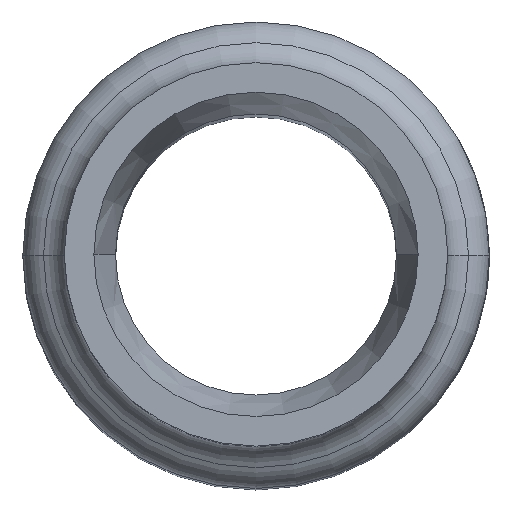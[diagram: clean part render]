
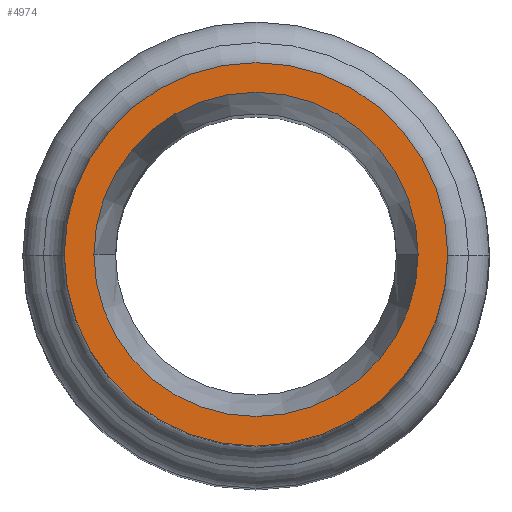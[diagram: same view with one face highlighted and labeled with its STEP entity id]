
A CAD part, top view. The second image highlights one B-rep face of the part: STEP entity #4974.
In plain terms, the highlighted planar face has unit normal (0, 0, 1).
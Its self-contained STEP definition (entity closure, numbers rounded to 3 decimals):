
#556 = EDGE_CURVE ( 'NONE', #22440, #19506, #24595, .T. ) ;
#768 = CARTESIAN_POINT ( 'NONE',  ( 14.25, 0., 0. ) ) ;
#846 = AXIS2_PLACEMENT_3D ( 'NONE', #10966, #13030, #10053 ) ;
#939 = DIRECTION ( 'NONE',  ( 0., 0., 1. ) ) ;
#2736 = DIRECTION ( 'NONE',  ( 1., 0., 0. ) ) ;
#3147 = DIRECTION ( 'NONE',  ( 1., 0., 0. ) ) ;
#3625 = EDGE_LOOP ( 'NONE', ( #26545, #18219 ) ) ;
#3746 = EDGE_LOOP ( 'NONE', ( #7441, #24065 ) ) ;
#4400 = CIRCLE ( 'NONE', #22470, 14.25 ) ;
#4974 = ADVANCED_FACE ( 'NONE', ( #11979, #20406 ), #6029, .F. ) ;
#5029 = CARTESIAN_POINT ( 'NONE',  ( 16.85, 0., 0. ) ) ;
#6029 = PLANE ( 'NONE',  #17419 ) ;
#7441 = ORIENTED_EDGE ( 'NONE', *, *, #18489, .F. ) ;
#9619 = AXIS2_PLACEMENT_3D ( 'NONE', #14243, #13696, #13829 ) ;
#10053 = DIRECTION ( 'NONE',  ( 1., 0., 0. ) ) ;
#10966 = CARTESIAN_POINT ( 'NONE',  ( 0., 0., 0. ) ) ;
#11507 = EDGE_CURVE ( 'NONE', #26261, #19472, #11832, .T. ) ;
#11832 = CIRCLE ( 'NONE', #846, 14.25 ) ;
#11979 = FACE_BOUND ( 'NONE', #3746, .T. ) ;
#13030 = DIRECTION ( 'NONE',  ( 0., 0., 1. ) ) ;
#13696 = DIRECTION ( 'NONE',  ( 0., 0., 1. ) ) ;
#13829 = DIRECTION ( 'NONE',  ( 1., 0., 0. ) ) ;
#14035 = DIRECTION ( 'NONE',  ( 0., 0., -1. ) ) ;
#14208 = EDGE_CURVE ( 'NONE', #19506, #22440, #21623, .T. ) ;
#14243 = CARTESIAN_POINT ( 'NONE',  ( 0., 0., 0. ) ) ;
#15886 = AXIS2_PLACEMENT_3D ( 'NONE', #22024, #22291, #3147 ) ;
#17336 = CARTESIAN_POINT ( 'NONE',  ( 0., 0., 0. ) ) ;
#17419 = AXIS2_PLACEMENT_3D ( 'NONE', #26850, #14035, #26984 ) ;
#18219 = ORIENTED_EDGE ( 'NONE', *, *, #556, .T. ) ;
#18489 = EDGE_CURVE ( 'NONE', #19472, #26261, #4400, .T. ) ;
#19472 = VERTEX_POINT ( 'NONE', #768 ) ;
#19506 = VERTEX_POINT ( 'NONE', #5029 ) ;
#20264 = CARTESIAN_POINT ( 'NONE',  ( -16.85, 0., 0. ) ) ;
#20406 = FACE_OUTER_BOUND ( 'NONE', #3625, .T. ) ;
#20720 = CARTESIAN_POINT ( 'NONE',  ( -14.25, 0., 0. ) ) ;
#21623 = CIRCLE ( 'NONE', #15886, 16.85 ) ;
#22024 = CARTESIAN_POINT ( 'NONE',  ( 0., 0., 0. ) ) ;
#22291 = DIRECTION ( 'NONE',  ( 0., 0., 1. ) ) ;
#22440 = VERTEX_POINT ( 'NONE', #20264 ) ;
#22470 = AXIS2_PLACEMENT_3D ( 'NONE', #17336, #939, #2736 ) ;
#24065 = ORIENTED_EDGE ( 'NONE', *, *, #11507, .F. ) ;
#24595 = CIRCLE ( 'NONE', #9619, 16.85 ) ;
#26261 = VERTEX_POINT ( 'NONE', #20720 ) ;
#26545 = ORIENTED_EDGE ( 'NONE', *, *, #14208, .T. ) ;
#26850 = CARTESIAN_POINT ( 'NONE',  ( 0., 15.25, 0. ) ) ;
#26984 = DIRECTION ( 'NONE',  ( -1., 0., 0. ) ) ;
